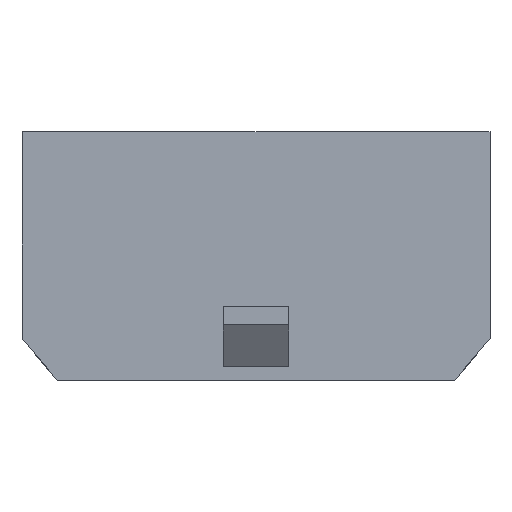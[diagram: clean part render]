
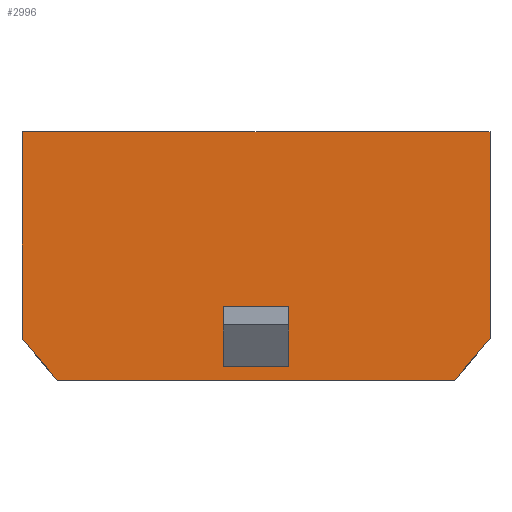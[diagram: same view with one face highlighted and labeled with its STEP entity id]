
A CAD part, top view. The second image highlights one B-rep face of the part: STEP entity #2996.
In plain terms, the highlighted planar face has unit normal (0, 0, 1).
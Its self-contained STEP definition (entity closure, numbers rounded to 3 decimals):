
#27=FACE_BOUND('',#1245,.T.);
#44=PLANE('',#3203);
#277=LINE('',#4350,#688);
#281=LINE('',#4359,#692);
#287=LINE('',#4372,#698);
#289=LINE('',#4375,#700);
#317=LINE('',#4430,#728);
#318=LINE('',#4431,#729);
#319=LINE('',#4434,#730);
#320=LINE('',#4436,#731);
#321=LINE('',#4438,#732);
#322=LINE('',#4439,#733);
#688=VECTOR('',#3490,1.);
#692=VECTOR('',#3496,1.);
#698=VECTOR('',#3504,1.);
#700=VECTOR('',#3508,1.);
#728=VECTOR('',#3538,1.);
#729=VECTOR('',#3539,1.);
#730=VECTOR('',#3540,1.);
#731=VECTOR('',#3541,1.);
#732=VECTOR('',#3542,1.);
#733=VECTOR('',#3543,1.);
#1051=FACE_OUTER_BOUND('',#1244,.T.);
#1244=EDGE_LOOP('',(#2266,#2267,#2268,#2269,#2270,#2271));
#1245=EDGE_LOOP('',(#2272,#2273,#2274,#2275));
#1502=VERTEX_POINT('',#4343);
#1505=VERTEX_POINT('',#4348);
#1506=VERTEX_POINT('',#4352);
#1509=VERTEX_POINT('',#4357);
#1515=VERTEX_POINT('',#4370);
#1541=VERTEX_POINT('',#4429);
#1542=VERTEX_POINT('',#4432);
#1543=VERTEX_POINT('',#4433);
#1544=VERTEX_POINT('',#4435);
#1545=VERTEX_POINT('',#4437);
#1781=EDGE_CURVE('',#1505,#1502,#277,.T.);
#1785=EDGE_CURVE('',#1509,#1506,#281,.T.);
#1791=EDGE_CURVE('',#1515,#1509,#287,.T.);
#1793=EDGE_CURVE('',#1506,#1505,#289,.T.);
#1821=EDGE_CURVE('',#1515,#1541,#317,.T.);
#1822=EDGE_CURVE('',#1541,#1502,#318,.T.);
#1823=EDGE_CURVE('',#1542,#1543,#319,.T.);
#1824=EDGE_CURVE('',#1543,#1544,#320,.T.);
#1825=EDGE_CURVE('',#1545,#1544,#321,.T.);
#1826=EDGE_CURVE('',#1542,#1545,#322,.T.);
#2266=ORIENTED_EDGE('',*,*,#1785,.F.);
#2267=ORIENTED_EDGE('',*,*,#1791,.F.);
#2268=ORIENTED_EDGE('',*,*,#1821,.T.);
#2269=ORIENTED_EDGE('',*,*,#1822,.T.);
#2270=ORIENTED_EDGE('',*,*,#1781,.F.);
#2271=ORIENTED_EDGE('',*,*,#1793,.F.);
#2272=ORIENTED_EDGE('',*,*,#1823,.T.);
#2273=ORIENTED_EDGE('',*,*,#1824,.T.);
#2274=ORIENTED_EDGE('',*,*,#1825,.F.);
#2275=ORIENTED_EDGE('',*,*,#1826,.F.);
#2996=ADVANCED_FACE('',(#1051,#27),#44,.T.);
#3203=AXIS2_PLACEMENT_3D('',#4428,#3536,#3537);
#3490=DIRECTION('',(-0.643,0.766,0.));
#3496=DIRECTION('',(-0.643,-0.766,0.));
#3504=DIRECTION('',(0.,-1.,0.));
#3508=DIRECTION('',(-1.,0.,0.));
#3536=DIRECTION('center_axis',(0.,0.,1.));
#3537=DIRECTION('ref_axis',(1.,0.,0.));
#3538=DIRECTION('',(-1.,0.,0.));
#3539=DIRECTION('',(0.,-1.,0.));
#3540=DIRECTION('',(-1.,0.,0.));
#3541=DIRECTION('',(0.,1.,0.));
#3542=DIRECTION('',(-1.,0.,0.));
#3543=DIRECTION('',(0.,1.,0.));
#4343=CARTESIAN_POINT('',(-9.32,1.668,3.86));
#4348=CARTESIAN_POINT('',(-7.92,0.,3.86));
#4350=CARTESIAN_POINT('',(-7.92,0.,3.86));
#4352=CARTESIAN_POINT('',(7.92,0.,3.86));
#4357=CARTESIAN_POINT('',(9.32,1.668,3.86));
#4359=CARTESIAN_POINT('',(9.32,1.668,3.86));
#4370=CARTESIAN_POINT('',(9.32,9.9,3.86));
#4372=CARTESIAN_POINT('',(9.32,9.9,3.86));
#4375=CARTESIAN_POINT('',(9.32,0.,3.86));
#4428=CARTESIAN_POINT('Origin',(9.32,9.9,3.86));
#4429=CARTESIAN_POINT('',(-9.32,9.9,3.86));
#4430=CARTESIAN_POINT('',(9.32,9.9,3.86));
#4431=CARTESIAN_POINT('',(-9.32,9.9,3.86));
#4432=CARTESIAN_POINT('',(1.3,0.54,3.86));
#4433=CARTESIAN_POINT('',(-1.3,0.54,3.86));
#4434=CARTESIAN_POINT('',(1.3,0.54,3.86));
#4435=CARTESIAN_POINT('',(-1.3,2.95,3.86));
#4436=CARTESIAN_POINT('',(-1.3,0.54,3.86));
#4437=CARTESIAN_POINT('',(1.3,2.95,3.86));
#4438=CARTESIAN_POINT('',(1.3,2.95,3.86));
#4439=CARTESIAN_POINT('',(1.3,0.54,3.86));
